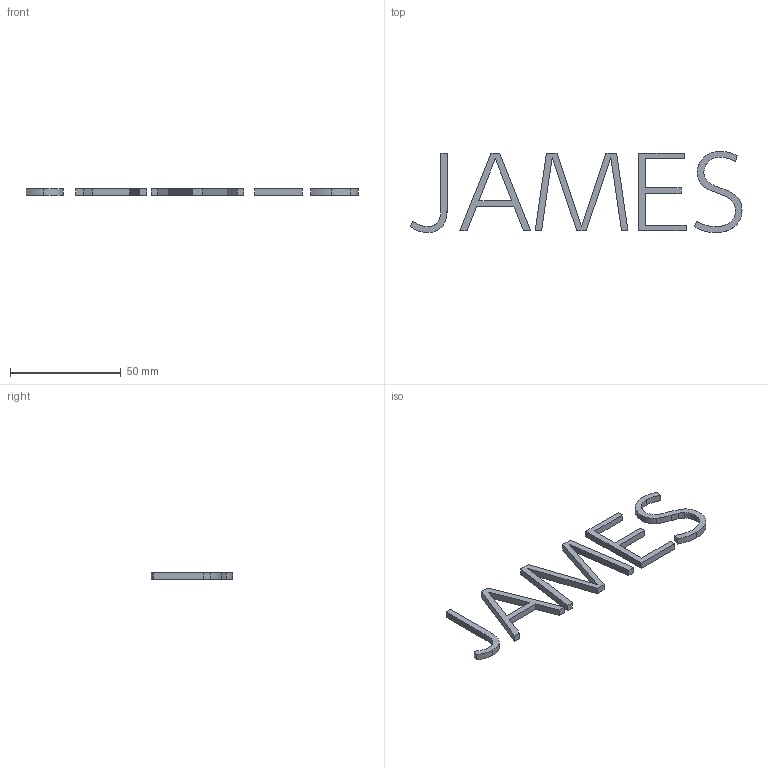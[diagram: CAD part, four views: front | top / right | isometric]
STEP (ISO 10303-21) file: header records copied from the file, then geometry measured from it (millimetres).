
FILE_DESCRIPTION(('Open CASCADE Model'),'2;1');
FILE_NAME('Open CASCADE Shape Model','2023-04-29T21:30:26',('Author'),( 'Open CASCADE'),'Open CASCADE STEP processor 7.4','Open CASCADE 7.4' ,'Unknown');
FILE_SCHEMA(('AUTOMOTIVE_DESIGN { 1 0 10303 214 1 1 1 1 }'));
Length unit declared in the file: millimetre
Products named in the file (7): Open CASCADE STEP translator 7.4 2; Open CASCADE STEP translator 7.4 2.1; Open CASCADE STEP translator 7.4 2.1.1; Open CASCADE STEP translator 7.4 2.1.2; Open CASCADE STEP translator 7.4 2.1.3; Open CASCADE STEP translator 7.4 2.1.4; Open CASCADE STEP translator 7.4 2.1.5
Assembly tree (6 placements, depth 3):
  Open CASCADE STEP translator 7.4 2
    Open CASCADE STEP translator 7.4 2.1
      Open CASCADE STEP translator 7.4 2.1.1
      Open CASCADE STEP translator 7.4 2.1.2
      Open CASCADE STEP translator 7.4 2.1.3
      Open CASCADE STEP translator 7.4 2.1.4
      Open CASCADE STEP translator 7.4 2.1.5
Bounding box: 150 x 36.67 x 3 mm (x, y, z)
Volume: 3703.3 mm3; surface area: 5204.8 mm2
Topology: 5 solids, 5 shells, 80 faces, 210 edges, 140 vertices
Faces by surface type: plane 52, extrusion 28
Entity records: 5314 total; most frequent: CARTESIAN_POINT 1137, DIRECTION 664, VECTOR 546, LINE 518, ORIENTED_EDGE 420, PCURVE 420, DEFINITIONAL_REPRESENTATION 420, EDGE_CURVE 210
